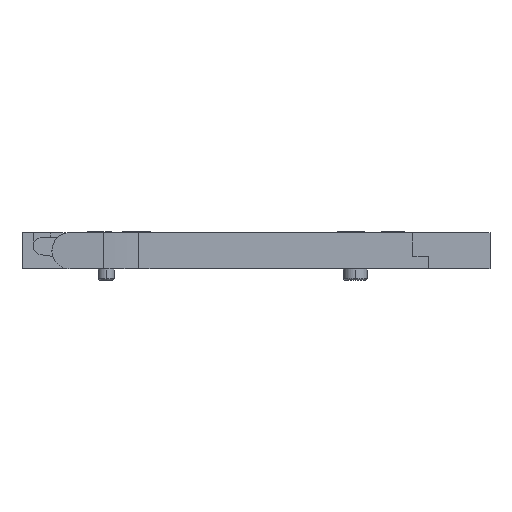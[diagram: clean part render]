
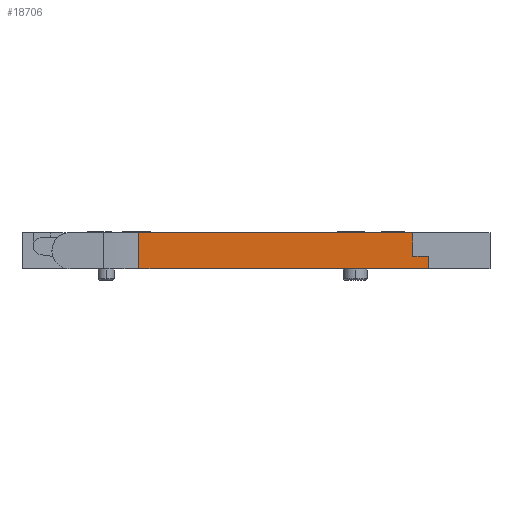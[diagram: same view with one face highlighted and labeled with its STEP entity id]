
A CAD part, left-side view. The second image highlights one B-rep face of the part: STEP entity #18706.
In plain terms, the highlighted planar face has unit normal (-1, 0, 0).
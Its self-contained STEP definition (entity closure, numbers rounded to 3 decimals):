
#2765 = VECTOR ( 'NONE', #9538, 1000. ) ;
#3251 = VERTEX_POINT ( 'NONE', #3340 ) ;
#3340 = CARTESIAN_POINT ( 'NONE',  ( -8.6, -9.95, 0.8 ) ) ;
#3406 = CARTESIAN_POINT ( 'NONE',  ( -8.6, 7.426, 0. ) ) ;
#5075 = DIRECTION ( 'NONE',  ( 0., -1., 0. ) ) ;
#5285 = EDGE_CURVE ( 'NONE', #18260, #18262, #18971, .T. ) ;
#7004 = ORIENTED_EDGE ( 'NONE', *, *, #7794, .T. ) ;
#7083 = VECTOR ( 'NONE', #10051, 1000. ) ;
#7651 = LINE ( 'NONE', #8208, #7083 ) ;
#7794 = EDGE_CURVE ( 'NONE', #12452, #16140, #8241, .T. ) ;
#8104 = LINE ( 'NONE', #20289, #2765 ) ;
#8208 = CARTESIAN_POINT ( 'NONE',  ( -8.6, -10.95, 0.8 ) ) ;
#8241 = LINE ( 'NONE', #12169, #12461 ) ;
#9538 = DIRECTION ( 'NONE',  ( 0., 1., 0. ) ) ;
#9607 = FACE_OUTER_BOUND ( 'NONE', #10730, .T. ) ;
#10051 = DIRECTION ( 'NONE',  ( 0., 0., -1. ) ) ;
#10235 = ORIENTED_EDGE ( 'NONE', *, *, #21684, .T. ) ;
#10293 = DIRECTION ( 'NONE',  ( 1., 0., 0. ) ) ;
#10730 = EDGE_LOOP ( 'NONE', ( #7004, #17295, #10235, #11593, #11601, #13272 ) ) ;
#11593 = ORIENTED_EDGE ( 'NONE', *, *, #14292, .T. ) ;
#11601 = ORIENTED_EDGE ( 'NONE', *, *, #5285, .F. ) ;
#12013 = PLANE ( 'NONE',  #13672 ) ;
#12169 = CARTESIAN_POINT ( 'NONE',  ( -8.6, 8.55, 0. ) ) ;
#12452 = VERTEX_POINT ( 'NONE', #15872 ) ;
#12461 = VECTOR ( 'NONE', #5075, 1000. ) ;
#13028 = CARTESIAN_POINT ( 'NONE',  ( -8.6, -10.95, 0.8 ) ) ;
#13272 = ORIENTED_EDGE ( 'NONE', *, *, #17179, .T. ) ;
#13672 = AXIS2_PLACEMENT_3D ( 'NONE', #20998, #10293, #22830 ) ;
#13747 = CARTESIAN_POINT ( 'NONE',  ( -8.6, 7.426, 2.3 ) ) ;
#14068 = LINE ( 'NONE', #3406, #18255 ) ;
#14162 = DIRECTION ( 'NONE',  ( 0., 0., -1. ) ) ;
#14292 = EDGE_CURVE ( 'NONE', #3251, #18262, #17382, .T. ) ;
#14696 = CARTESIAN_POINT ( 'NONE',  ( -8.6, 11.65, 2.3 ) ) ;
#15206 = VERTEX_POINT ( 'NONE', #13028 ) ;
#15872 = CARTESIAN_POINT ( 'NONE',  ( -8.6, 7.426, 0. ) ) ;
#16140 = VERTEX_POINT ( 'NONE', #19643 ) ;
#16432 = CARTESIAN_POINT ( 'NONE',  ( -8.6, -9.95, 0. ) ) ;
#17179 = EDGE_CURVE ( 'NONE', #18260, #12452, #14068, .T. ) ;
#17295 = ORIENTED_EDGE ( 'NONE', *, *, #23327, .F. ) ;
#17382 = LINE ( 'NONE', #16432, #22179 ) ;
#17407 = CARTESIAN_POINT ( 'NONE',  ( -8.6, -9.95, 2.3 ) ) ;
#18254 = DIRECTION ( 'NONE',  ( 0., 0., 1. ) ) ;
#18255 = VECTOR ( 'NONE', #14162, 1000. ) ;
#18260 = VERTEX_POINT ( 'NONE', #13747 ) ;
#18262 = VERTEX_POINT ( 'NONE', #17407 ) ;
#18289 = DIRECTION ( 'NONE',  ( 0., -1., 0. ) ) ;
#18386 = VECTOR ( 'NONE', #18289, 1000. ) ;
#18706 = ADVANCED_FACE ( 'NONE', ( #9607 ), #12013, .F. ) ;
#18971 = LINE ( 'NONE', #14696, #18386 ) ;
#19643 = CARTESIAN_POINT ( 'NONE',  ( -8.6, -10.95, 0. ) ) ;
#20289 = CARTESIAN_POINT ( 'NONE',  ( -8.6, -6.95, 0.8 ) ) ;
#20998 = CARTESIAN_POINT ( 'NONE',  ( -8.6, 11.65, 2.3 ) ) ;
#21684 = EDGE_CURVE ( 'NONE', #15206, #3251, #8104, .T. ) ;
#22179 = VECTOR ( 'NONE', #18254, 1000. ) ;
#22830 = DIRECTION ( 'NONE',  ( 0., 1., 0. ) ) ;
#23327 = EDGE_CURVE ( 'NONE', #15206, #16140, #7651, .T. ) ;
